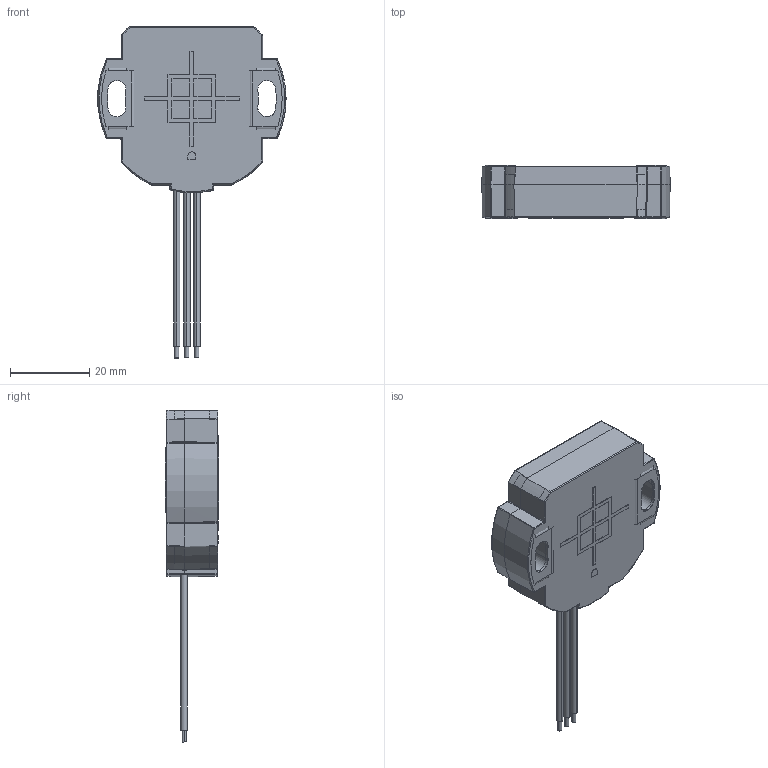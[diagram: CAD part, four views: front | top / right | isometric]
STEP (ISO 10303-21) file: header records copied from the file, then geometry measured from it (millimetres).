
FILE_DESCRIPTION (( 'STEP AP214' ), '1' );
FILE_NAME ('517...RFC_4800~14.STEP', '2007-11-19T10:39:48', ( 'novotechnik' ), ( 'novotechnik' ), 'SwSTEP 2.0', 'SolidWorks 2007', '' );
FILE_SCHEMA (( 'AUTOMOTIVE_DESIGN' ));
Length unit declared in the file: millimetre
Products named in the file (6): 517...RFC_Einzelader~01_Einzelader schwarz<standard>; 517...RFC_Makromelt_Umspritzung_2_fuer_Litzen~06_Standard; 517..._RFC_Magnet-Abschirmblech~04_Standard; 517...RFC_Einzelader~01_Einzelader blau; 517...RFC_Einzelader~01_Einzelader rot<standard>; 517...RFC_4800~14
Assembly tree (5 placements, depth 2):
  517...RFC_4800~14
    517..._RFC_Magnet-Abschirmblech~04_Standard
    517...RFC_Einzelader~01_Einzelader schwarz<standard>
    517...RFC_Einzelader~01_Einzelader blau
    517...RFC_Einzelader~01_Einzelader rot<standard>
    517...RFC_Makromelt_Umspritzung_2_fuer_Litzen~06_Standard
Bounding box: 47.41 x 13.4 x 83.6 mm (x, y, z)
Volume: 21786.6 mm3; surface area: 11116.8 mm2
Topology: 5 solids, 5 shells, 461 faces, 1121 edges, 668 vertices
Faces by surface type: plane 193, cylinder 129, bspline 60, torus 35, sphere 28, cone 16
Entity records: 15024 total; most frequent: CARTESIAN_POINT 4071, ORIENTED_EDGE 2206, DIRECTION 2131, EDGE_CURVE 1103, AXIS2_PLACEMENT_3D 787, VERTEX_POINT 668, VECTOR 557, LINE 557
